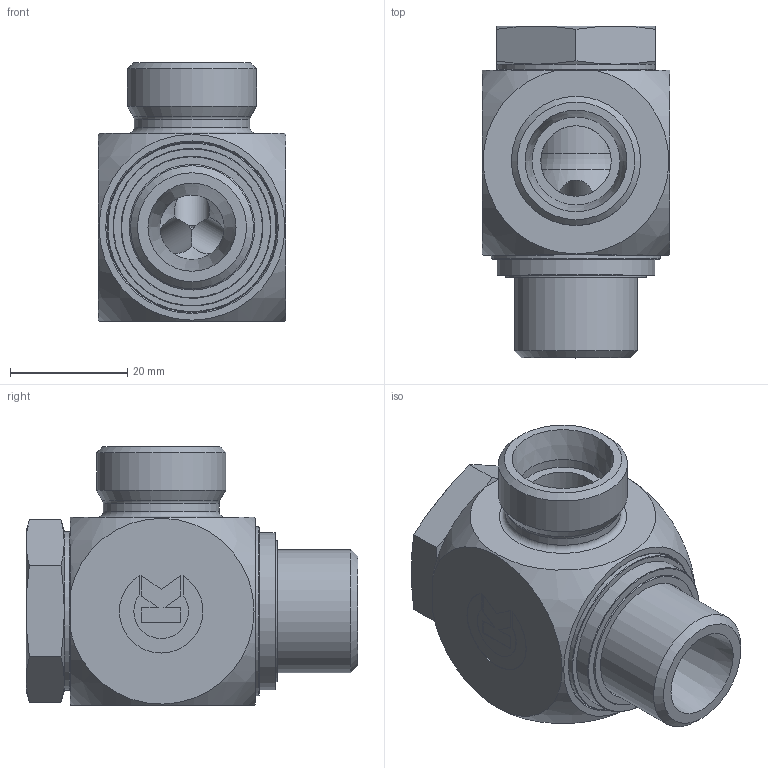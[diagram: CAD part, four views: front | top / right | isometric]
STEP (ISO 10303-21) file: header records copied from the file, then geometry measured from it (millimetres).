
FILE_DESCRIPTION((''),'2;1');
FILE_NAME('80771154822.stp','2014-09-05T19:36:12',(''),('KNOMI spol. s r. o.'),'Autodesk Inventor 2012','Autodesk Inventor 2012','');
FILE_SCHEMA(('AUTOMOTIVE_DESIGN { 1 2 10303 214 0 1 1 1 }'));
Length unit declared in the file: millimetre
Products named in the file (7): SPER2 15LR G1/2 / M22x1.5 "pryž"; 7471 2 222215; 7092 45 1248; 60 18000 265 90; 8077048; 80775248; 80775148
Assembly tree (6 placements, depth 3):
  SPER2 15LR G1/2 / M22x1.5 "pryž"
    7471 2 222215
    7092 45 1248
    60 18000 265 90
    8077048
      80775248
      80775148
Bounding box: 32 x 56.5 x 44 mm (x, y, z)
Volume: 36902.1 mm3; surface area: 17563.8 mm2
Topology: 5 solids, 5 shells, 152 faces, 352 edges, 222 vertices
Faces by surface type: plane 74, cone 33, cylinder 31, torus 13, sphere 1
Full cylindrical faces by diameter (mm): 6 x3, 11 x1, 12 x1, 15 x2, 19.7 x1, 20.955 x1, 21.4 x1, 21.9 x1, 22 x1, 22.2 x1, 22.96 x3, 23 x1, 24 x1, 24.2 x1, 24.8 x1, 25.1 x1, 26.9 x1, 27 x1, 28.9 x1, 29 x1
Entity records: 4482 total; most frequent: CARTESIAN_POINT 953, DIRECTION 679, ORIENTED_EDGE 562, EDGE_CURVE 281, AXIS2_PLACEMENT_3D 273, EDGE_LOOP 236, VERTEX_POINT 207, STYLED_ITEM 157
